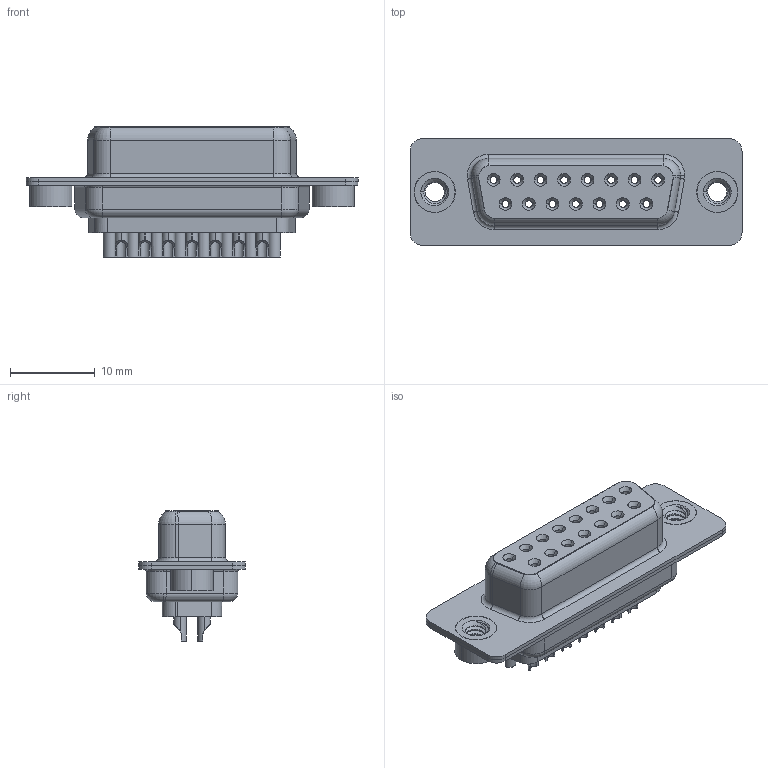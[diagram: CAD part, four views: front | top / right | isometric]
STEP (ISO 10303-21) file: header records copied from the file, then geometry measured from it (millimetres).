
FILE_DESCRIPTION (( 'STEP AP203' ), '1' );
FILE_NAME ('628-015-322-262.STEP', '2020-07-14T01:48:59', ( '' ), ( '' ), 'SwSTEP 2.0', 'SolidWorks 2020', '' );
FILE_SCHEMA (( 'CONFIG_CONTROL_DESIGN' ));
Length unit declared in the file: millimetre
Products named in the file (7): 628 Shell Front_15 Contacts; 628 Contact Row 2_22L; 628 Shell Rear_15 Contacts; 628 4-40 Threaded Rivet; 628 Housing_15 LP; 628-015-322-262; 628 Contact Row 1_22L
Assembly tree (20 placements, depth 2):
  628-015-322-262
    628 Housing_15 LP
    628 Shell Front_15 Contacts
    628 Shell Rear_15 Contacts
    628 Contact Row 1_22L  x8
    628 Contact Row 2_22L  x7
    628 4-40 Threaded Rivet  x2
Bounding box: 39.15 x 12.6 x 15.35 mm (x, y, z)
Volume: 2543 mm3; surface area: 6343 mm2
Topology: 20 solids, 20 shells, 1610 faces, 4065 edges, 2551 vertices
Faces by surface type: cylinder 510, plane 382, torus 327, bspline 306, cone 85
Entity records: 21405 total; most frequent: CARTESIAN_POINT 6477, DIRECTION 3008, ORIENTED_EDGE 2830, EDGE_CURVE 1415, AXIS2_PLACEMENT_3D 1251, VERTEX_POINT 890, EDGE_LOOP 689, CIRCLE 680
